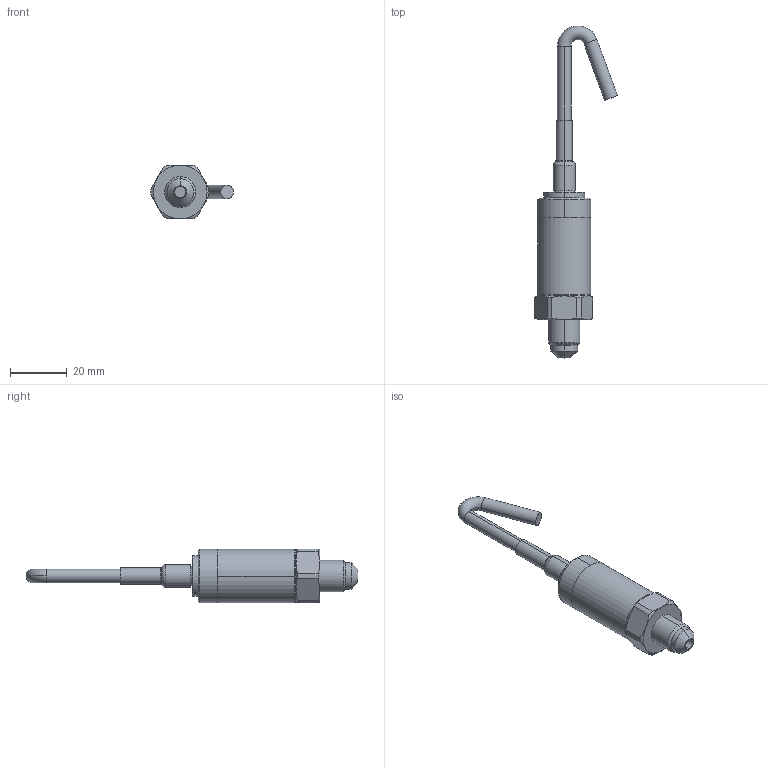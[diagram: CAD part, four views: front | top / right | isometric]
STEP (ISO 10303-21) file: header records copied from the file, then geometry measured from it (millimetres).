
FILE_DESCRIPTION (( 'STEP AP214' ), '1' );
FILE_NAME ('825X.XX.XX.18.08.STEP', '2019-08-09T10:50:11', ( '' ), ( '' ), 'SwSTEP 2.0', 'SolidWorks 2016', '' );
FILE_SCHEMA (( 'AUTOMOTIVE_DESIGN' ));
Length unit declared in the file: millimetre
Products named in the file (4): 825X.XX.XX.18.08; Kabel_08; C21542_defeatured; C23113_18_C23113
Assembly tree (3 placements, depth 2):
  825X.XX.XX.18.08
    C21542_defeatured
    C23113_18_C23113
    Kabel_08
Bounding box: 29.28 x 117.27 x 19 mm (x, y, z)
Volume: 16364.7 mm3; surface area: 6692.7 mm2
Topology: 3 solids, 3 shells, 91 faces, 194 edges, 122 vertices
Faces by surface type: cylinder 43, plane 26, cone 14, torus 8
Entity records: 2746 total; most frequent: CARTESIAN_POINT 531, DIRECTION 482, ORIENTED_EDGE 388, AXIS2_PLACEMENT_3D 209, EDGE_CURVE 194, VERTEX_POINT 122, CIRCLE 112, EDGE_LOOP 106
